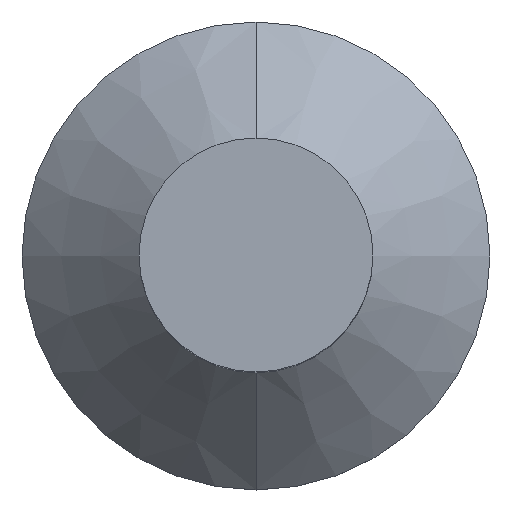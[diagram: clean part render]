
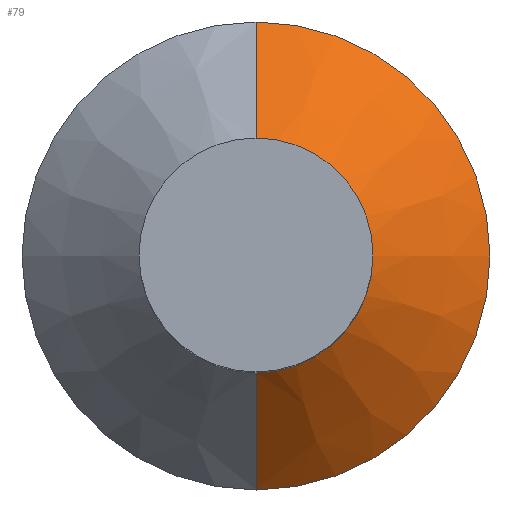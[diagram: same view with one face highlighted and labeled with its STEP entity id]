
A CAD part, top view. The second image highlights one B-rep face of the part: STEP entity #79.
In plain terms, the highlighted conical face has half-angle 45 degrees and reference radius 3 mm.
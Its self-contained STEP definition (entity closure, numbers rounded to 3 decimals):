
#79=ADVANCED_FACE('',(#106),#107,.T.);
#106=FACE_OUTER_BOUND('',#151,.T.);
#107=CONICAL_SURFACE('',#152,3.0,0.785);
#151=EDGE_LOOP('',(#223,#224,#225,#226,#227));
#152=AXIS2_PLACEMENT_3D('',#228,#229,#230);
#223=ORIENTED_EDGE('',*,*,#386,.F.);
#224=ORIENTED_EDGE('',*,*,#387,.T.);
#225=ORIENTED_EDGE('',*,*,#388,.F.);
#226=ORIENTED_EDGE('',*,*,#382,.F.);
#227=ORIENTED_EDGE('',*,*,#389,.F.);
#228=CARTESIAN_POINT('',(0.,0.,-1.));
#229=DIRECTION('',(0.,0.,-1.0));
#230=DIRECTION('',(0.0,-1.0,0.));
#382=EDGE_CURVE('',#450,#452,#453,.T.);
#386=EDGE_CURVE('',#459,#460,#461,.T.);
#387=EDGE_CURVE('',#459,#462,#463,.T.);
#388=EDGE_CURVE('',#452,#462,#464,.T.);
#389=EDGE_CURVE('',#460,#450,#465,.T.);
#450=VERTEX_POINT('',#547);
#452=VERTEX_POINT('',#549);
#453=CIRCLE('',#550,2.0);
#459=VERTEX_POINT('',#556);
#460=VERTEX_POINT('',#557);
#461=LINE('',#558,#559);
#462=VERTEX_POINT('',#560);
#463=CIRCLE('',#561,4.0);
#464=LINE('',#562,#563);
#465=CIRCLE('',#564,2.0);
#547=CARTESIAN_POINT('',(2.0,0.,0.));
#549=CARTESIAN_POINT('',(0.,2.0,0.));
#550=AXIS2_PLACEMENT_3D('',#742,#743,#744);
#556=CARTESIAN_POINT('',(0.,-4.0,-2.0));
#557=CARTESIAN_POINT('',(0.,-2.0,0.0));
#558=CARTESIAN_POINT('',(0.,-3.0,-1.));
#559=VECTOR('',#754,1.0);
#560=CARTESIAN_POINT('',(0.,4.0,-2.0));
#561=AXIS2_PLACEMENT_3D('',#755,#756,#757);
#562=CARTESIAN_POINT('',(0.,3.0,-1.));
#563=VECTOR('',#758,1.0);
#564=AXIS2_PLACEMENT_3D('',#759,#760,#761);
#742=CARTESIAN_POINT('',(0.,0.,0.));
#743=DIRECTION('',(0.,0.,1.0));
#744=DIRECTION('',(0.0,-1.0,0.));
#754=DIRECTION('',(0.,0.707,0.707));
#755=CARTESIAN_POINT('',(0.,0.,-2.0));
#756=DIRECTION('',(0.,0.,1.0));
#757=DIRECTION('',(0.0,-1.0,0.));
#758=DIRECTION('',(0.,0.707,-0.707));
#759=CARTESIAN_POINT('',(0.,0.,0.));
#760=DIRECTION('',(0.,0.,1.0));
#761=DIRECTION('',(0.0,-1.0,0.));
